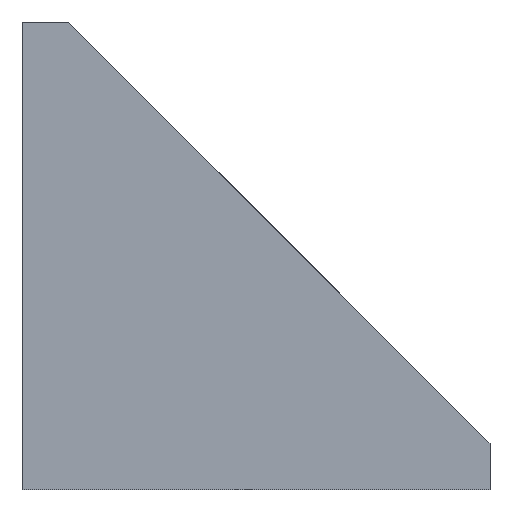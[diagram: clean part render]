
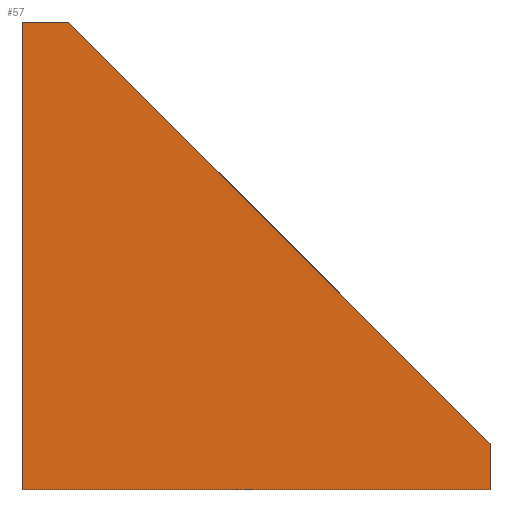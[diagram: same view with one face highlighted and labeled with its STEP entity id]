
A CAD part, left-side view. The second image highlights one B-rep face of the part: STEP entity #57.
In plain terms, the highlighted planar face has unit normal (-1, 0, 0).
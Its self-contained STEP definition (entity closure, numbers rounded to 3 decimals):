
#57=ADVANCED_FACE('',(#138),#139,.T.);
#138=FACE_OUTER_BOUND('',#244,.T.);
#139=PLANE('',#245);
#244=EDGE_LOOP('',(#355,#356,#357,#358,#359));
#245=AXIS2_PLACEMENT_3D('',#360,#361,#362);
#355=ORIENTED_EDGE('',*,*,#641,.T.);
#356=ORIENTED_EDGE('',*,*,#642,.F.);
#357=ORIENTED_EDGE('',*,*,#643,.F.);
#358=ORIENTED_EDGE('',*,*,#644,.F.);
#359=ORIENTED_EDGE('',*,*,#628,.F.);
#360=CARTESIAN_POINT('',(-21.5,0.,86.0));
#361=DIRECTION('',(-1.0,0.,0.0));
#362=DIRECTION('',(0.0,0.0,1.0));
#628=EDGE_CURVE('',#743,#744,#745,.T.);
#641=EDGE_CURVE('',#743,#768,#769,.T.);
#642=EDGE_CURVE('',#770,#768,#771,.T.);
#643=EDGE_CURVE('',#772,#770,#773,.T.);
#644=EDGE_CURVE('',#744,#772,#774,.T.);
#743=VERTEX_POINT('',#914);
#744=VERTEX_POINT('',#915);
#745=LINE('',#916,#917);
#768=VERTEX_POINT('',#951);
#769=LINE('',#952,#953);
#770=VERTEX_POINT('',#954);
#771=LINE('',#955,#956);
#772=VERTEX_POINT('',#957);
#773=LINE('',#958,#959);
#774=LINE('',#960,#961);
#914=CARTESIAN_POINT('',(-21.5,0.,0.0));
#915=CARTESIAN_POINT('',(-21.5,0.,86.0));
#916=CARTESIAN_POINT('',(-21.5,0.,0.0));
#917=VECTOR('',#1168,86.0);
#951=CARTESIAN_POINT('',(-21.5,-86.0,0.0));
#952=CARTESIAN_POINT('',(-21.5,0.,0.0));
#953=VECTOR('',#1180,86.0);
#954=CARTESIAN_POINT('',(-21.5,-86.0,8.5));
#955=CARTESIAN_POINT('',(-21.5,-86.0,8.5));
#956=VECTOR('',#1181,8.5);
#957=CARTESIAN_POINT('',(-21.5,-8.5,86.0));
#958=CARTESIAN_POINT('',(-21.5,-8.5,86.0));
#959=VECTOR('',#1182,109.602);
#960=CARTESIAN_POINT('',(-21.5,0.,86.0));
#961=VECTOR('',#1183,8.5);
#1168=DIRECTION('',(0.0,0.0,1.0));
#1180=DIRECTION('',(0.,-1.0,0.0));
#1181=DIRECTION('',(0.0,0.0,-1.0));
#1182=DIRECTION('',(0.,-0.707,-0.707));
#1183=DIRECTION('',(0.,-1.0,0.0));
